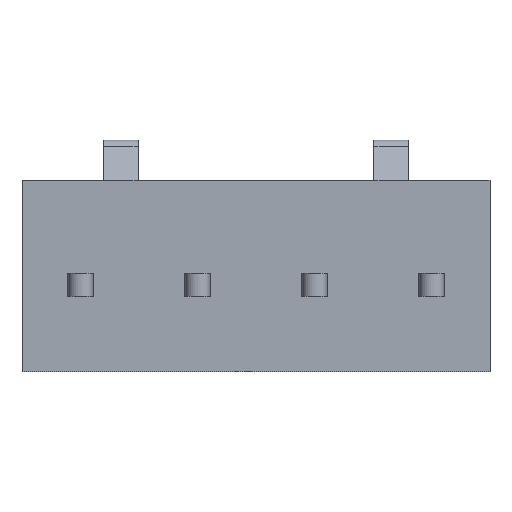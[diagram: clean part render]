
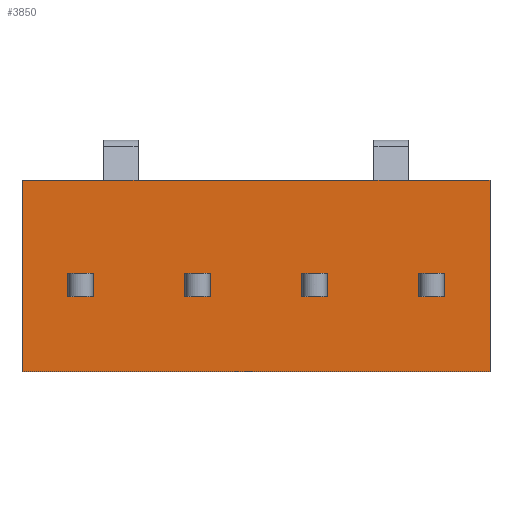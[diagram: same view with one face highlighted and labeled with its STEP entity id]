
A CAD part, top view. The second image highlights one B-rep face of the part: STEP entity #3850.
In plain terms, the highlighted planar face has unit normal (0, 0, 1).
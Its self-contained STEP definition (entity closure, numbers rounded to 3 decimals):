
#105=PLANE('',#4140);
#388=LINE('',#5796,#860);
#417=LINE('',#5866,#889);
#431=LINE('',#5892,#903);
#447=LINE('',#5926,#919);
#450=LINE('',#5930,#922);
#476=LINE('',#5983,#948);
#478=LINE('',#5987,#950);
#479=LINE('',#5990,#951);
#480=LINE('',#5992,#952);
#481=LINE('',#5994,#953);
#482=LINE('',#5995,#954);
#483=LINE('',#5998,#955);
#484=LINE('',#6000,#956);
#485=LINE('',#6002,#957);
#486=LINE('',#6003,#958);
#487=LINE('',#6005,#959);
#488=LINE('',#6006,#960);
#489=LINE('',#6009,#961);
#490=LINE('',#6011,#962);
#491=LINE('',#6013,#963);
#492=LINE('',#6014,#964);
#493=LINE('',#6017,#965);
#494=LINE('',#6019,#966);
#495=LINE('',#6021,#967);
#860=VECTOR('',#4701,1000.);
#889=VECTOR('',#4764,1000.);
#903=VECTOR('',#4786,1000.);
#919=VECTOR('',#4820,1000.);
#922=VECTOR('',#4825,1000.);
#948=VECTOR('',#4877,1000.);
#950=VECTOR('',#4881,1000.);
#951=VECTOR('',#4882,1000.);
#952=VECTOR('',#4883,1000.);
#953=VECTOR('',#4884,1000.);
#954=VECTOR('',#4885,1000.);
#955=VECTOR('',#4886,1000.);
#956=VECTOR('',#4887,1000.);
#957=VECTOR('',#4888,1000.);
#958=VECTOR('',#4889,1000.);
#959=VECTOR('',#4890,1000.);
#960=VECTOR('',#4891,1000.);
#961=VECTOR('',#4892,1000.);
#962=VECTOR('',#4893,1000.);
#963=VECTOR('',#4894,1000.);
#964=VECTOR('',#4895,1000.);
#965=VECTOR('',#4896,1000.);
#966=VECTOR('',#4897,1000.);
#967=VECTOR('',#4898,1000.);
#1685=ORIENTED_EDGE('',*,*,#2573,.F.);
#1686=ORIENTED_EDGE('',*,*,#2574,.T.);
#1687=ORIENTED_EDGE('',*,*,#2575,.F.);
#1688=ORIENTED_EDGE('',*,*,#2576,.F.);
#1689=ORIENTED_EDGE('',*,*,#2577,.T.);
#1690=ORIENTED_EDGE('',*,*,#2578,.F.);
#1691=ORIENTED_EDGE('',*,*,#2579,.F.);
#1692=ORIENTED_EDGE('',*,*,#2580,.F.);
#1693=ORIENTED_EDGE('',*,*,#2571,.F.);
#1694=ORIENTED_EDGE('',*,*,#2523,.T.);
#1695=ORIENTED_EDGE('',*,*,#2509,.T.);
#1696=ORIENTED_EDGE('',*,*,#2540,.T.);
#1697=ORIENTED_EDGE('',*,*,#2474,.F.);
#1698=ORIENTED_EDGE('',*,*,#2543,.T.);
#1699=ORIENTED_EDGE('',*,*,#2581,.T.);
#1700=ORIENTED_EDGE('',*,*,#2582,.F.);
#1701=ORIENTED_EDGE('',*,*,#2583,.T.);
#1702=ORIENTED_EDGE('',*,*,#2584,.F.);
#1703=ORIENTED_EDGE('',*,*,#2585,.F.);
#1704=ORIENTED_EDGE('',*,*,#2586,.F.);
#1705=ORIENTED_EDGE('',*,*,#2587,.F.);
#1706=ORIENTED_EDGE('',*,*,#2588,.T.);
#1707=ORIENTED_EDGE('',*,*,#2589,.F.);
#1708=ORIENTED_EDGE('',*,*,#2590,.F.);
#2474=EDGE_CURVE('',#2958,#2956,#388,.T.);
#2509=EDGE_CURVE('',#2983,#2797,#417,.T.);
#2523=EDGE_CURVE('',#2991,#2983,#431,.T.);
#2540=EDGE_CURVE('',#2797,#2956,#447,.T.);
#2543=EDGE_CURVE('',#2958,#3000,#450,.T.);
#2571=EDGE_CURVE('',#2991,#3014,#476,.T.);
#2573=EDGE_CURVE('',#3015,#3016,#478,.T.);
#2574=EDGE_CURVE('',#3015,#3017,#479,.T.);
#2575=EDGE_CURVE('',#3018,#3017,#480,.T.);
#2576=EDGE_CURVE('',#3016,#3018,#481,.T.);
#2577=EDGE_CURVE('',#3019,#3020,#482,.T.);
#2578=EDGE_CURVE('',#3021,#3020,#483,.T.);
#2579=EDGE_CURVE('',#3022,#3021,#484,.T.);
#2580=EDGE_CURVE('',#3019,#3022,#485,.T.);
#2581=EDGE_CURVE('',#3000,#3023,#486,.T.);
#2582=EDGE_CURVE('',#3014,#3023,#487,.T.);
#2583=EDGE_CURVE('',#3024,#3025,#488,.T.);
#2584=EDGE_CURVE('',#3026,#3025,#489,.T.);
#2585=EDGE_CURVE('',#3027,#3026,#490,.T.);
#2586=EDGE_CURVE('',#3024,#3027,#491,.T.);
#2587=EDGE_CURVE('',#3028,#3029,#492,.T.);
#2588=EDGE_CURVE('',#3028,#3030,#493,.T.);
#2589=EDGE_CURVE('',#3031,#3030,#494,.T.);
#2590=EDGE_CURVE('',#3029,#3031,#495,.T.);
#2797=VERTEX_POINT('',#5350);
#2956=VERTEX_POINT('',#5791);
#2958=VERTEX_POINT('',#5795);
#2983=VERTEX_POINT('',#5867);
#2991=VERTEX_POINT('',#5893);
#3000=VERTEX_POINT('',#5931);
#3014=VERTEX_POINT('',#5984);
#3015=VERTEX_POINT('',#5988);
#3016=VERTEX_POINT('',#5989);
#3017=VERTEX_POINT('',#5991);
#3018=VERTEX_POINT('',#5993);
#3019=VERTEX_POINT('',#5996);
#3020=VERTEX_POINT('',#5997);
#3021=VERTEX_POINT('',#5999);
#3022=VERTEX_POINT('',#6001);
#3023=VERTEX_POINT('',#6004);
#3024=VERTEX_POINT('',#6007);
#3025=VERTEX_POINT('',#6008);
#3026=VERTEX_POINT('',#6010);
#3027=VERTEX_POINT('',#6012);
#3028=VERTEX_POINT('',#6015);
#3029=VERTEX_POINT('',#6016);
#3030=VERTEX_POINT('',#6018);
#3031=VERTEX_POINT('',#6020);
#3338=EDGE_LOOP('',(#1685,#1686,#1687,#1688));
#3339=EDGE_LOOP('',(#1689,#1690,#1691,#1692));
#3340=EDGE_LOOP('',(#1693,#1694,#1695,#1696,#1697,#1698,#1699,#1700));
#3341=EDGE_LOOP('',(#1701,#1702,#1703,#1704));
#3342=EDGE_LOOP('',(#1705,#1706,#1707,#1708));
#3584=FACE_BOUND('',#3338,.T.);
#3585=FACE_BOUND('',#3339,.T.);
#3586=FACE_BOUND('',#3340,.T.);
#3587=FACE_BOUND('',#3341,.T.);
#3588=FACE_BOUND('',#3342,.T.);
#3850=ADVANCED_FACE('',(#3584,#3585,#3586,#3587,#3588),#105,.F.);
#4140=AXIS2_PLACEMENT_3D('',#5986,#4879,#4880);
#4701=DIRECTION('',(1.,0.,0.));
#4764=DIRECTION('',(-1.,0.,0.));
#4786=DIRECTION('',(-1.,0.,0.));
#4820=DIRECTION('',(-1.,0.,0.));
#4825=DIRECTION('',(-1.,0.,0.));
#4877=DIRECTION('',(0.,-1.,0.));
#4879=DIRECTION('',(0.,0.,-1.));
#4880=DIRECTION('',(-1.,0.,0.));
#4881=DIRECTION('',(0.,1.,0.));
#4882=DIRECTION('',(-1.,0.,0.));
#4883=DIRECTION('',(0.,-1.,0.));
#4884=DIRECTION('',(-1.,0.,0.));
#4885=DIRECTION('',(-1.,0.,0.));
#4886=DIRECTION('',(0.,-1.,0.));
#4887=DIRECTION('',(-1.,0.,0.));
#4888=DIRECTION('',(0.,1.,0.));
#4889=DIRECTION('',(0.,-1.,0.));
#4890=DIRECTION('',(-1.,0.,0.));
#4891=DIRECTION('',(-1.,0.,0.));
#4892=DIRECTION('',(0.,-1.,0.));
#4893=DIRECTION('',(-1.,0.,0.));
#4894=DIRECTION('',(0.,1.,0.));
#4895=DIRECTION('',(0.,1.,0.));
#4896=DIRECTION('',(-1.,0.,0.));
#4897=DIRECTION('',(0.,-1.,0.));
#4898=DIRECTION('',(-1.,0.,0.));
#5350=CARTESIAN_POINT('',(-2.5,4.54,10.7));
#5791=CARTESIAN_POINT('',(-12.74,4.54,10.7));
#5795=CARTESIAN_POINT('',(-14.24,4.54,10.7));
#5796=CARTESIAN_POINT('',(-14.24,4.54,10.7));
#5866=CARTESIAN_POINT('',(-1.,4.54,10.7));
#5867=CARTESIAN_POINT('',(-1.,4.54,10.7));
#5892=CARTESIAN_POINT('',(2.54,4.54,10.7));
#5893=CARTESIAN_POINT('',(2.54,4.54,10.7));
#5926=CARTESIAN_POINT('',(2.54,4.54,10.7));
#5930=CARTESIAN_POINT('',(2.54,4.54,10.7));
#5931=CARTESIAN_POINT('',(-17.78,4.54,10.7));
#5983=CARTESIAN_POINT('',(2.54,-3.76,10.7));
#5984=CARTESIAN_POINT('',(2.54,-3.76,10.7));
#5986=CARTESIAN_POINT('',(2.54,-3.76,10.7));
#5987=CARTESIAN_POINT('',(-14.69,-3.,10.7));
#5988=CARTESIAN_POINT('',(-14.69,-0.5,10.7));
#5989=CARTESIAN_POINT('',(-14.69,0.5,10.7));
#5990=CARTESIAN_POINT('',(-15.24,-0.5,10.7));
#5991=CARTESIAN_POINT('',(-15.79,-0.5,10.7));
#5992=CARTESIAN_POINT('',(-15.79,-3.,10.7));
#5993=CARTESIAN_POINT('',(-15.79,0.5,10.7));
#5994=CARTESIAN_POINT('',(-15.24,0.5,10.7));
#5995=CARTESIAN_POINT('',(-10.16,-0.5,10.7));
#5996=CARTESIAN_POINT('',(-9.61,-0.5,10.7));
#5997=CARTESIAN_POINT('',(-10.71,-0.5,10.7));
#5998=CARTESIAN_POINT('',(-10.71,-3.,10.7));
#5999=CARTESIAN_POINT('',(-10.71,0.5,10.7));
#6000=CARTESIAN_POINT('',(-10.16,0.5,10.7));
#6001=CARTESIAN_POINT('',(-9.61,0.5,10.7));
#6002=CARTESIAN_POINT('',(-9.61,-3.,10.7));
#6003=CARTESIAN_POINT('',(-17.78,-3.76,10.7));
#6004=CARTESIAN_POINT('',(-17.78,-3.76,10.7));
#6005=CARTESIAN_POINT('',(2.54,-3.76,10.7));
#6006=CARTESIAN_POINT('',(-5.08,-0.5,10.7));
#6007=CARTESIAN_POINT('',(-4.53,-0.5,10.7));
#6008=CARTESIAN_POINT('',(-5.63,-0.5,10.7));
#6009=CARTESIAN_POINT('',(-5.63,-3.,10.7));
#6010=CARTESIAN_POINT('',(-5.63,0.5,10.7));
#6011=CARTESIAN_POINT('',(-5.08,0.5,10.7));
#6012=CARTESIAN_POINT('',(-4.53,0.5,10.7));
#6013=CARTESIAN_POINT('',(-4.53,-3.,10.7));
#6014=CARTESIAN_POINT('',(0.55,-3.,10.7));
#6015=CARTESIAN_POINT('',(0.55,-0.5,10.7));
#6016=CARTESIAN_POINT('',(0.55,0.5,10.7));
#6017=CARTESIAN_POINT('',(0.,-0.5,10.7));
#6018=CARTESIAN_POINT('',(-0.55,-0.5,10.7));
#6019=CARTESIAN_POINT('',(-0.55,-3.,10.7));
#6020=CARTESIAN_POINT('',(-0.55,0.5,10.7));
#6021=CARTESIAN_POINT('',(0.,0.5,10.7));
